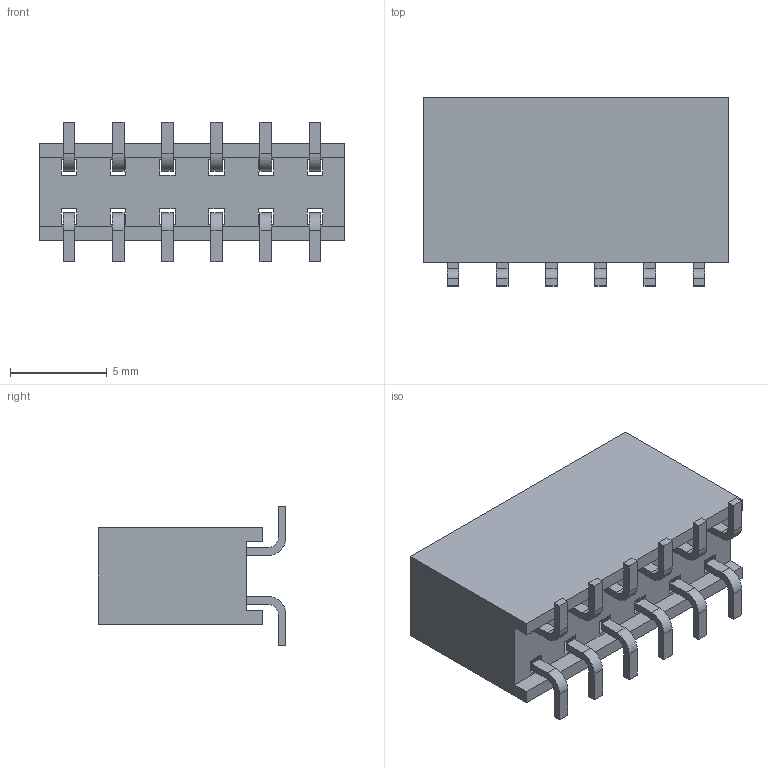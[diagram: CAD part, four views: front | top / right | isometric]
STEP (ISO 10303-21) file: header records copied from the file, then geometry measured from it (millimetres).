
FILE_DESCRIPTION (( 'STEP AP214' ), '1' );
FILE_NAME ('DS1023-31-2x6.STEP', '2023-06-16T14:19:43', ( '' ), ( '' ), 'SwSTEP 2.0', 'SolidWorks 2018', '' );
FILE_SCHEMA (( 'AUTOMOTIVE_DESIGN' ));
Length unit declared in the file: millimetre
Products named in the file (1): DS1023-31-2x6
Bounding box: 15.74 x 9.7 x 7.2 mm (x, y, z)
Volume: 566.4 mm3; surface area: 901.6 mm2
Topology: 13 solids, 13 shells, 226 faces, 552 edges, 352 vertices
Faces by surface type: plane 202, cylinder 24
Entity records: 7880 total; most frequent: CARTESIAN_POINT 1131, ORIENTED_EDGE 1104, DIRECTION 1054, EDGE_CURVE 552, VECTOR 504, LINE 504, VERTEX_POINT 352, AXIS2_PLACEMENT_3D 275
